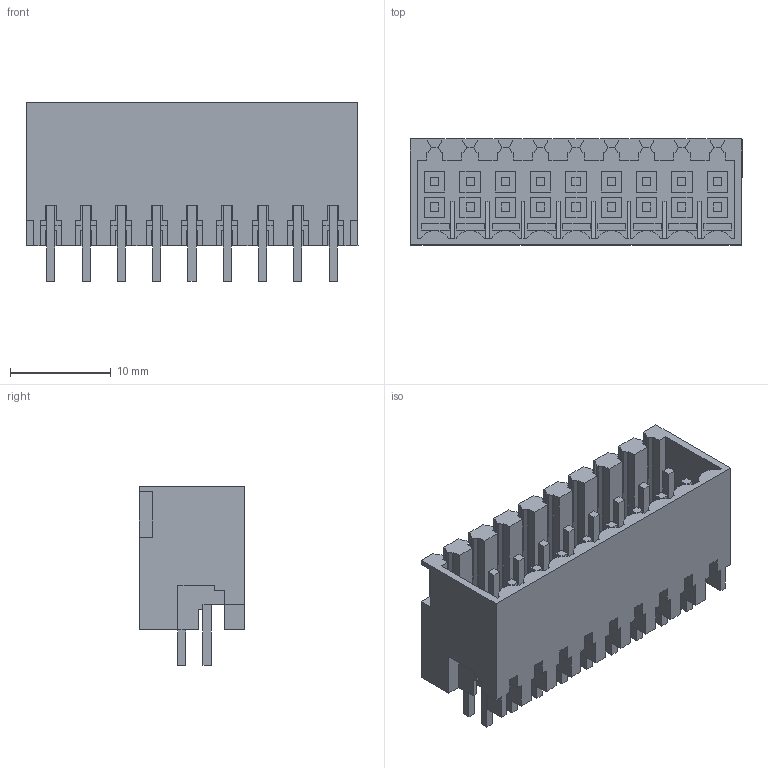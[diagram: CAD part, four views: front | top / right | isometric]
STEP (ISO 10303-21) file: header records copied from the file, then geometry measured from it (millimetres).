
FILE_DESCRIPTION(('CATIA V5 STEP Exchange','CAx-IF Rec.Pracs.--- Model Styling and Organization---1.4--- 2014-01-23'),'2;1');
FILE_NAME ('D1455122_0_1728850000_1728850000.stp','2019-02-22T07:07:25+00:00',('none'),('Weidmueller'),'CATIA Version 5-6 Release 2016 SP3 HF44','CATIA V5 STEP AP214','none');
FILE_SCHEMA(('AUTOMOTIVE_DESIGN { 1 0 10303 214 1 1 1 1 }'));
Length unit declared in the file: millimetre
Products named in the file (1): 1728850000
Bounding box: 32.9 x 10.5 x 17.7 mm (x, y, z)
Volume: 2208.4 mm3; surface area: 4838.5 mm2
Topology: 1 solids, 1 shells, 848 faces, 2452 edges, 1668 vertices
Faces by surface type: plane 830, cylinder 18
Entity records: 26027 total; most frequent: ORIENTED_EDGE 4904, CARTESIAN_POINT 4552, DIRECTION 3314, EDGE_CURVE 2452, VECTOR 2416, LINE 2416, VERTEX_POINT 1668, EDGE_LOOP 910
